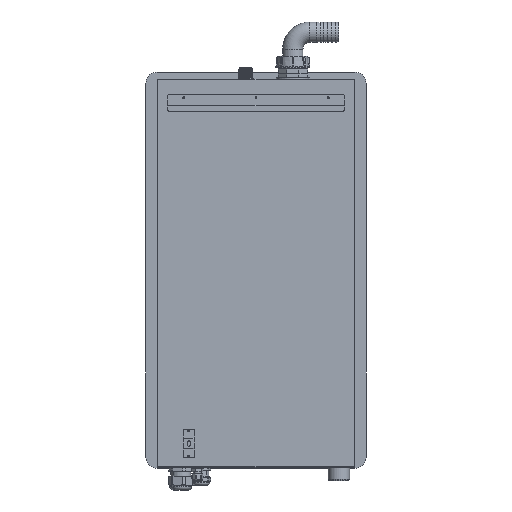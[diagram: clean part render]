
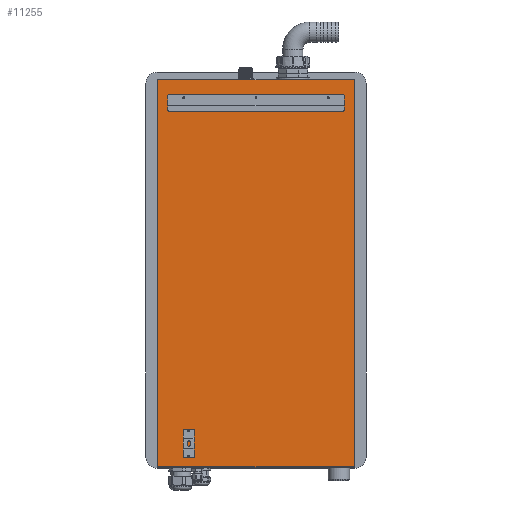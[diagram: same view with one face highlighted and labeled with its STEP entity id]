
A CAD part, left-side view. The second image highlights one B-rep face of the part: STEP entity #11255.
In plain terms, the highlighted planar face has unit normal (-1, 0, 0).
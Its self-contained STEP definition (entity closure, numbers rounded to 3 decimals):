
#645=DIRECTION('',(0.,0.,-1.));
#646=VECTOR('',#645,17.9);
#647=CARTESIAN_POINT('',(-119.3,-96.,396.5));
#648=LINE('',#647,#646);
#649=CARTESIAN_POINT('',(-119.3,-93.,396.5));
#650=DIRECTION('',(1.,0.,0.));
#651=DIRECTION('',(0.,0.,1.));
#652=AXIS2_PLACEMENT_3D('',#649,#650,#651);
#654=DIRECTION('',(0.,1.,0.));
#655=VECTOR('',#654,324.);
#656=CARTESIAN_POINT('',(-119.3,-93.,399.5));
#657=LINE('',#656,#655);
#658=CARTESIAN_POINT('',(-119.3,231.,396.5));
#659=DIRECTION('',(1.,0.,0.));
#660=DIRECTION('',(0.,1.,0.));
#661=AXIS2_PLACEMENT_3D('',#658,#659,#660);
#663=DIRECTION('',(0.,0.,-1.));
#664=VECTOR('',#663,17.9);
#665=CARTESIAN_POINT('',(-119.3,234.,396.5));
#666=LINE('',#665,#664);
#667=DIRECTION('',(0.,-1.,0.));
#668=VECTOR('',#667,330.);
#669=CARTESIAN_POINT('',(-119.3,234.,378.6));
#670=LINE('',#669,#668);
#701=DIRECTION('',(0.,0.,-1.));
#702=VECTOR('',#701,14.9);
#703=CARTESIAN_POINT('',(-119.3,205.,-229.7));
#704=LINE('',#703,#702);
#705=DIRECTION('',(0.,-1.,0.));
#706=VECTOR('',#705,20.);
#707=CARTESIAN_POINT('',(-119.3,205.,-244.6));
#708=LINE('',#707,#706);
#709=DIRECTION('',(0.,0.,-1.));
#710=VECTOR('',#709,14.9);
#711=CARTESIAN_POINT('',(-119.3,185.,-229.7));
#712=LINE('',#711,#710);
#713=CARTESIAN_POINT('',(-119.3,187.,-229.7));
#714=DIRECTION('',(-1.,0.,0.));
#715=DIRECTION('',(0.,-1.,0.));
#716=AXIS2_PLACEMENT_3D('',#713,#714,#715);
#718=DIRECTION('',(0.,-1.,0.));
#719=VECTOR('',#718,16.);
#720=CARTESIAN_POINT('',(-119.3,203.,-227.7));
#721=LINE('',#720,#719);
#722=CARTESIAN_POINT('',(-119.3,203.,-229.7));
#723=DIRECTION('',(-1.,0.,0.));
#724=DIRECTION('',(0.,0.,1.));
#725=AXIS2_PLACEMENT_3D('',#722,#723,#724);
#727=DIRECTION('',(0.,0.,-1.));
#728=VECTOR('',#727,14.9);
#729=CARTESIAN_POINT('',(-119.3,205.,-264.8));
#730=LINE('',#729,#728);
#731=CARTESIAN_POINT('',(-119.3,203.,-279.7));
#732=DIRECTION('',(-1.,0.,0.));
#733=DIRECTION('',(0.,1.,0.));
#734=AXIS2_PLACEMENT_3D('',#731,#732,#733);
#736=DIRECTION('',(0.,-1.,0.));
#737=VECTOR('',#736,16.);
#738=CARTESIAN_POINT('',(-119.3,203.,-281.7));
#739=LINE('',#738,#737);
#740=CARTESIAN_POINT('',(-119.3,187.,-279.7));
#741=DIRECTION('',(-1.,0.,0.));
#742=DIRECTION('',(0.,0.,-1.));
#743=AXIS2_PLACEMENT_3D('',#740,#741,#742);
#745=DIRECTION('',(0.,0.,-1.));
#746=VECTOR('',#745,14.9);
#747=CARTESIAN_POINT('',(-119.3,185.,-264.8));
#748=LINE('',#747,#746);
#749=DIRECTION('',(0.,-1.,0.));
#750=VECTOR('',#749,20.);
#751=CARTESIAN_POINT('',(-119.3,205.,-264.8));
#752=LINE('',#751,#750);
#773=DIRECTION('',(0.,0.,-1.));
#774=VECTOR('',#773,724.9);
#775=CARTESIAN_POINT('',(-119.3,-114.8,426.4));
#776=LINE('',#775,#774);
#777=DIRECTION('',(0.,1.,0.));
#778=VECTOR('',#777,367.6);
#779=CARTESIAN_POINT('',(-119.3,-114.8,-298.5));
#780=LINE('',#779,#778);
#781=DIRECTION('',(0.,0.,1.));
#782=VECTOR('',#781,724.9);
#783=CARTESIAN_POINT('',(-119.3,252.8,-298.5));
#784=LINE('',#783,#782);
#785=DIRECTION('',(0.,1.,0.));
#786=VECTOR('',#785,367.6);
#787=CARTESIAN_POINT('',(-119.3,-114.8,426.4));
#788=LINE('',#787,#786);
#8438=CARTESIAN_POINT('',(-119.3,-96.,396.5));
#8439=CARTESIAN_POINT('',(-119.3,-96.,378.6));
#8440=VERTEX_POINT('',#8438);
#8441=VERTEX_POINT('',#8439);
#8442=CARTESIAN_POINT('',(-119.3,-93.,399.5));
#8443=CARTESIAN_POINT('',(-119.3,231.,399.5));
#8444=VERTEX_POINT('',#8442);
#8445=VERTEX_POINT('',#8443);
#8446=CARTESIAN_POINT('',(-119.3,234.,396.5));
#8447=CARTESIAN_POINT('',(-119.3,234.,378.6));
#8448=VERTEX_POINT('',#8446);
#8449=VERTEX_POINT('',#8447);
#8462=CARTESIAN_POINT('',(-119.3,205.,-229.7));
#8463=CARTESIAN_POINT('',(-119.3,205.,-244.6));
#8464=VERTEX_POINT('',#8462);
#8465=VERTEX_POINT('',#8463);
#8466=CARTESIAN_POINT('',(-119.3,203.,-227.7));
#8467=CARTESIAN_POINT('',(-119.3,187.,-227.7));
#8468=VERTEX_POINT('',#8466);
#8469=VERTEX_POINT('',#8467);
#8470=CARTESIAN_POINT('',(-119.3,185.,-229.7));
#8471=CARTESIAN_POINT('',(-119.3,185.,-244.6));
#8472=VERTEX_POINT('',#8470);
#8473=VERTEX_POINT('',#8471);
#8474=CARTESIAN_POINT('',(-119.3,205.,-264.8));
#8475=CARTESIAN_POINT('',(-119.3,205.,-279.7));
#8476=VERTEX_POINT('',#8474);
#8477=VERTEX_POINT('',#8475);
#8478=CARTESIAN_POINT('',(-119.3,185.,-264.8));
#8479=CARTESIAN_POINT('',(-119.3,185.,-279.7));
#8480=VERTEX_POINT('',#8478);
#8481=VERTEX_POINT('',#8479);
#8482=CARTESIAN_POINT('',(-119.3,203.,-281.7));
#8483=CARTESIAN_POINT('',(-119.3,187.,-281.7));
#8484=VERTEX_POINT('',#8482);
#8485=VERTEX_POINT('',#8483);
#8542=CARTESIAN_POINT('',(-119.3,-114.8,426.4));
#8543=CARTESIAN_POINT('',(-119.3,-114.8,-298.5));
#8544=VERTEX_POINT('',#8542);
#8545=VERTEX_POINT('',#8543);
#8558=CARTESIAN_POINT('',(-119.3,252.8,-298.5));
#8559=VERTEX_POINT('',#8558);
#8566=CARTESIAN_POINT('',(-119.3,252.8,426.4));
#8567=VERTEX_POINT('',#8566);
#11200=CARTESIAN_POINT('',(-119.3,254.,427.6));
#11201=DIRECTION('',(-1.,0.,0.));
#11202=DIRECTION('',(0.,0.,-1.));
#11203=AXIS2_PLACEMENT_3D('',#11200,#11201,#11202);
#11204=PLANE('',#11203);
#11206=ORIENTED_EDGE('',*,*,#11205,.T.);
#11207=ORIENTED_EDGE('',*,*,#11106,.T.);
#11208=ORIENTED_EDGE('',*,*,#11130,.T.);
#11210=ORIENTED_EDGE('',*,*,#11209,.F.);
#11211=EDGE_LOOP('',(#11206,#11207,#11208,#11210));
#11212=FACE_OUTER_BOUND('',#11211,.F.);
#11214=ORIENTED_EDGE('',*,*,#11213,.F.);
#11216=ORIENTED_EDGE('',*,*,#11215,.F.);
#11218=ORIENTED_EDGE('',*,*,#11217,.T.);
#11220=ORIENTED_EDGE('',*,*,#11219,.F.);
#11222=ORIENTED_EDGE('',*,*,#11221,.T.);
#11224=ORIENTED_EDGE('',*,*,#11223,.T.);
#11225=EDGE_LOOP('',(#11214,#11216,#11218,#11220,#11222,#11224));
#11226=FACE_BOUND('',#11225,.F.);
#11228=ORIENTED_EDGE('',*,*,#11227,.T.);
#11230=ORIENTED_EDGE('',*,*,#11229,.T.);
#11232=ORIENTED_EDGE('',*,*,#11231,.F.);
#11234=ORIENTED_EDGE('',*,*,#11233,.T.);
#11236=ORIENTED_EDGE('',*,*,#11235,.F.);
#11238=ORIENTED_EDGE('',*,*,#11237,.T.);
#11239=EDGE_LOOP('',(#11228,#11230,#11232,#11234,#11236,#11238));
#11240=FACE_BOUND('',#11239,.F.);
#11242=ORIENTED_EDGE('',*,*,#11241,.T.);
#11244=ORIENTED_EDGE('',*,*,#11243,.T.);
#11246=ORIENTED_EDGE('',*,*,#11245,.T.);
#11248=ORIENTED_EDGE('',*,*,#11247,.T.);
#11250=ORIENTED_EDGE('',*,*,#11249,.F.);
#11252=ORIENTED_EDGE('',*,*,#11251,.F.);
#11253=EDGE_LOOP('',(#11242,#11244,#11246,#11248,#11250,#11252));
#11254=FACE_BOUND('',#11253,.F.);
#653=CIRCLE('',#652,3.);
#662=CIRCLE('',#661,3.);
#717=CIRCLE('',#716,2.);
#726=CIRCLE('',#725,2.);
#735=CIRCLE('',#734,2.);
#744=CIRCLE('',#743,2.);
#11106=EDGE_CURVE('',#8545,#8559,#780,.T.);
#11130=EDGE_CURVE('',#8559,#8567,#784,.T.);
#11205=EDGE_CURVE('',#8544,#8545,#776,.T.);
#11209=EDGE_CURVE('',#8544,#8567,#788,.T.);
#11213=EDGE_CURVE('',#8440,#8441,#648,.T.);
#11215=EDGE_CURVE('',#8444,#8440,#653,.T.);
#11217=EDGE_CURVE('',#8444,#8445,#657,.T.);
#11219=EDGE_CURVE('',#8448,#8445,#662,.T.);
#11221=EDGE_CURVE('',#8448,#8449,#666,.T.);
#11223=EDGE_CURVE('',#8449,#8441,#670,.T.);
#11227=EDGE_CURVE('',#8464,#8465,#704,.T.);
#11229=EDGE_CURVE('',#8465,#8473,#708,.T.);
#11231=EDGE_CURVE('',#8472,#8473,#712,.T.);
#11233=EDGE_CURVE('',#8472,#8469,#717,.T.);
#11235=EDGE_CURVE('',#8468,#8469,#721,.T.);
#11237=EDGE_CURVE('',#8468,#8464,#726,.T.);
#11241=EDGE_CURVE('',#8476,#8477,#730,.T.);
#11243=EDGE_CURVE('',#8477,#8484,#735,.T.);
#11245=EDGE_CURVE('',#8484,#8485,#739,.T.);
#11247=EDGE_CURVE('',#8485,#8481,#744,.T.);
#11249=EDGE_CURVE('',#8480,#8481,#748,.T.);
#11251=EDGE_CURVE('',#8476,#8480,#752,.T.);
#11255=ADVANCED_FACE('',(#11212,#11226,#11240,#11254),#11204,.T.);
